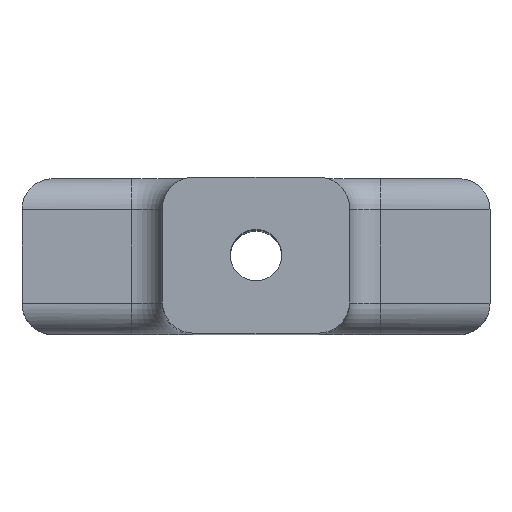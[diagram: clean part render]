
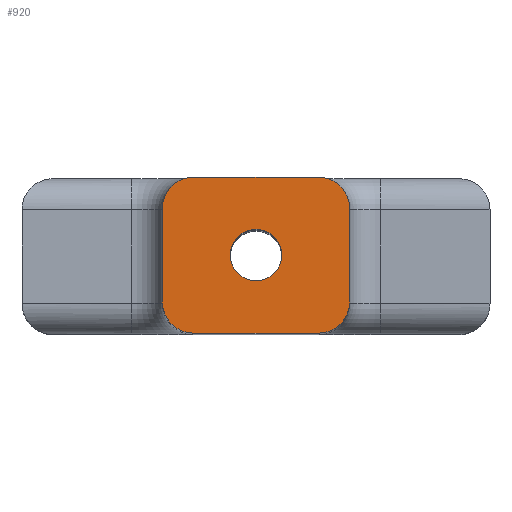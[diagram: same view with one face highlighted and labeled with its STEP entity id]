
A CAD part, top view. The second image highlights one B-rep face of the part: STEP entity #920.
In plain terms, the highlighted planar face has unit normal (0, 0, 1).
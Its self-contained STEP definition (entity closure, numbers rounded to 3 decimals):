
#20=FACE_BOUND('',#120,.T.);
#31=PLANE('',#993);
#64=FACE_OUTER_BOUND('',#119,.T.);
#119=EDGE_LOOP('',(#674,#675,#676,#677,#678,#679,#680,#681));
#120=EDGE_LOOP('',(#682));
#182=CIRCLE('',#990,2.);
#184=CIRCLE('',#994,2.);
#185=CIRCLE('',#995,2.);
#186=CIRCLE('',#996,2.);
#187=CIRCLE('',#997,1.65);
#239=LINE('',#1452,#327);
#242=LINE('',#1458,#330);
#243=LINE('',#1462,#331);
#244=LINE('',#1466,#332);
#327=VECTOR('',#1157,8.);
#330=VECTOR('',#1162,6.);
#331=VECTOR('',#1165,8.);
#332=VECTOR('',#1168,6.);
#416=VERTEX_POINT('',#1442);
#417=VERTEX_POINT('',#1443);
#420=VERTEX_POINT('',#1451);
#422=VERTEX_POINT('',#1457);
#423=VERTEX_POINT('',#1459);
#424=VERTEX_POINT('',#1461);
#425=VERTEX_POINT('',#1463);
#426=VERTEX_POINT('',#1465);
#427=VERTEX_POINT('',#1468);
#512=EDGE_CURVE('',#416,#417,#182,.T.);
#516=EDGE_CURVE('',#420,#417,#239,.T.);
#519=EDGE_CURVE('',#416,#422,#242,.T.);
#520=EDGE_CURVE('',#423,#422,#184,.T.);
#521=EDGE_CURVE('',#423,#424,#243,.T.);
#522=EDGE_CURVE('',#425,#424,#185,.T.);
#523=EDGE_CURVE('',#425,#426,#244,.T.);
#524=EDGE_CURVE('',#420,#426,#186,.T.);
#525=EDGE_CURVE('',#427,#427,#187,.T.);
#674=ORIENTED_EDGE('',*,*,#512,.F.);
#675=ORIENTED_EDGE('',*,*,#519,.T.);
#676=ORIENTED_EDGE('',*,*,#520,.F.);
#677=ORIENTED_EDGE('',*,*,#521,.T.);
#678=ORIENTED_EDGE('',*,*,#522,.F.);
#679=ORIENTED_EDGE('',*,*,#523,.T.);
#680=ORIENTED_EDGE('',*,*,#524,.F.);
#681=ORIENTED_EDGE('',*,*,#516,.T.);
#682=ORIENTED_EDGE('',*,*,#525,.T.);
#920=ADVANCED_FACE('',(#64,#20),#31,.T.);
#990=AXIS2_PLACEMENT_3D('',#1444,#1149,#1150);
#993=AXIS2_PLACEMENT_3D('',#1456,#1160,#1161);
#994=AXIS2_PLACEMENT_3D('',#1460,#1163,#1164);
#995=AXIS2_PLACEMENT_3D('',#1464,#1166,#1167);
#996=AXIS2_PLACEMENT_3D('',#1467,#1169,#1170);
#997=AXIS2_PLACEMENT_3D('',#1469,#1171,#1172);
#1149=DIRECTION('center_axis',(0.,0.,-1.));
#1150=DIRECTION('ref_axis',(-0.707,0.707,0.));
#1157=DIRECTION('',(-1.,0.,0.));
#1160=DIRECTION('center_axis',(0.,0.,1.));
#1161=DIRECTION('ref_axis',(1.,0.,0.));
#1162=DIRECTION('',(0.,-1.,0.));
#1163=DIRECTION('center_axis',(0.,0.,-1.));
#1164=DIRECTION('ref_axis',(-0.707,-0.707,0.));
#1165=DIRECTION('',(1.,0.,0.));
#1166=DIRECTION('center_axis',(0.,0.,-1.));
#1167=DIRECTION('ref_axis',(0.707,-0.707,0.));
#1168=DIRECTION('',(0.,1.,0.));
#1169=DIRECTION('center_axis',(0.,0.,-1.));
#1170=DIRECTION('ref_axis',(0.707,0.707,0.));
#1171=DIRECTION('center_axis',(0.,0.,-1.));
#1172=DIRECTION('ref_axis',(-1.,0.,0.));
#1442=CARTESIAN_POINT('',(-6.,3.,62.));
#1443=CARTESIAN_POINT('',(-4.,5.,62.));
#1444=CARTESIAN_POINT('Origin',(-4.,3.,62.));
#1451=CARTESIAN_POINT('',(4.,5.,62.));
#1452=CARTESIAN_POINT('',(-6.,5.,62.));
#1456=CARTESIAN_POINT('Origin',(0.,0.,62.));
#1457=CARTESIAN_POINT('',(-6.,-3.,62.));
#1458=CARTESIAN_POINT('',(-6.,-5.,62.));
#1459=CARTESIAN_POINT('',(-4.,-5.,62.));
#1460=CARTESIAN_POINT('Origin',(-4.,-3.,62.));
#1461=CARTESIAN_POINT('',(4.,-5.,62.));
#1462=CARTESIAN_POINT('',(6.,-5.,62.));
#1463=CARTESIAN_POINT('',(6.,-3.,62.));
#1464=CARTESIAN_POINT('Origin',(4.,-3.,62.));
#1465=CARTESIAN_POINT('',(6.,3.,62.));
#1466=CARTESIAN_POINT('',(6.,5.,62.));
#1467=CARTESIAN_POINT('Origin',(4.,3.,62.));
#1468=CARTESIAN_POINT('',(1.65,0.,62.));
#1469=CARTESIAN_POINT('Origin',(0.,0.,62.));
